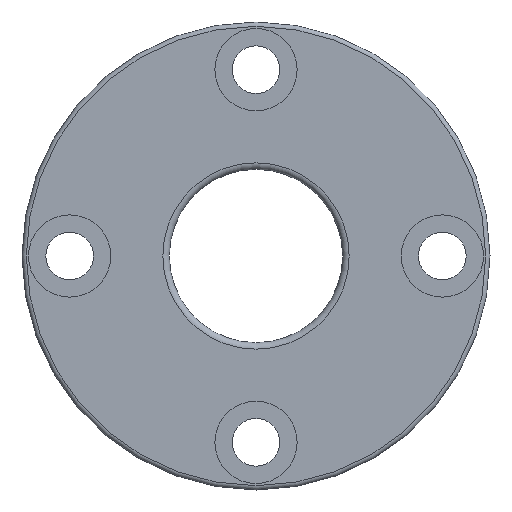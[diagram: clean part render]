
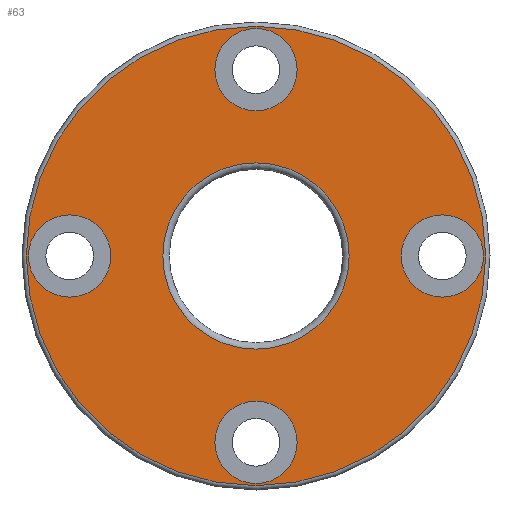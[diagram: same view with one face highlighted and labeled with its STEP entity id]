
A CAD part, left-side view. The second image highlights one B-rep face of the part: STEP entity #63.
In plain terms, the highlighted planar face has unit normal (-1, 0, 0).
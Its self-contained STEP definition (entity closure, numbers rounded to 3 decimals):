
#63 = ADVANCED_FACE( '', ( #146, #147, #148, #149, #150, #151 ), #152, .T. );
#146 = FACE_BOUND( '', #253, .T. );
#147 = FACE_BOUND( '', #254, .T. );
#148 = FACE_BOUND( '', #255, .T. );
#149 = FACE_OUTER_BOUND( '', #256, .T. );
#150 = FACE_BOUND( '', #257, .T. );
#151 = FACE_BOUND( '', #258, .T. );
#152 = PLANE( '', #259 );
#253 = EDGE_LOOP( '', ( #370 ) );
#254 = EDGE_LOOP( '', ( #371 ) );
#255 = EDGE_LOOP( '', ( #372 ) );
#256 = EDGE_LOOP( '', ( #373 ) );
#257 = EDGE_LOOP( '', ( #374 ) );
#258 = EDGE_LOOP( '', ( #375 ) );
#259 = AXIS2_PLACEMENT_3D( '', #376, #377, #378 );
#370 = ORIENTED_EDGE( '', *, *, #488, .T. );
#371 = ORIENTED_EDGE( '', *, *, #489, .T. );
#372 = ORIENTED_EDGE( '', *, *, #490, .T. );
#373 = ORIENTED_EDGE( '', *, *, #482, .F. );
#374 = ORIENTED_EDGE( '', *, *, #491, .T. );
#375 = ORIENTED_EDGE( '', *, *, #492, .T. );
#376 = CARTESIAN_POINT( '', ( 0., 26.5, 0. ) );
#377 = DIRECTION( '', ( -1., 0., 0. ) );
#378 = DIRECTION( '', ( 0., 0., 1. ) );
#482 = EDGE_CURVE( '', #545, #545, #546, .T. );
#488 = EDGE_CURVE( '', #554, #554, #555, .T. );
#489 = EDGE_CURVE( '', #556, #556, #557, .F. );
#490 = EDGE_CURVE( '', #558, #558, #559, .T. );
#491 = EDGE_CURVE( '', #560, #560, #561, .T. );
#492 = EDGE_CURVE( '', #562, #562, #563, .T. );
#545 = VERTEX_POINT( '', #622 );
#546 = CIRCLE( '', #623, 26.5 );
#554 = VERTEX_POINT( '', #631 );
#555 = CIRCLE( '', #632, 10.75 );
#556 = VERTEX_POINT( '', #633 );
#557 = CIRCLE( '', #634, 4.75 );
#558 = VERTEX_POINT( '', #635 );
#559 = CIRCLE( '', #636, 4.75 );
#560 = VERTEX_POINT( '', #637 );
#561 = CIRCLE( '', #638, 4.75 );
#562 = VERTEX_POINT( '', #639 );
#563 = CIRCLE( '', #640, 4.75 );
#622 = CARTESIAN_POINT( '', ( 0., 0., -26.5 ) );
#623 = AXIS2_PLACEMENT_3D( '', #706, #707, #708 );
#631 = CARTESIAN_POINT( '', ( 0., 0., -10.75 ) );
#632 = AXIS2_PLACEMENT_3D( '', #715, #716, #717 );
#633 = CARTESIAN_POINT( '', ( 0., 21.5, 4.75 ) );
#634 = AXIS2_PLACEMENT_3D( '', #718, #719, #720 );
#635 = CARTESIAN_POINT( '', ( 0., 0., -26.25 ) );
#636 = AXIS2_PLACEMENT_3D( '', #721, #722, #723 );
#637 = CARTESIAN_POINT( '', ( 0., -21.5, -4.75 ) );
#638 = AXIS2_PLACEMENT_3D( '', #724, #725, #726 );
#639 = CARTESIAN_POINT( '', ( 0., 0., 16.75 ) );
#640 = AXIS2_PLACEMENT_3D( '', #727, #728, #729 );
#706 = CARTESIAN_POINT( '', ( 0., 0., 0. ) );
#707 = DIRECTION( '', ( 1., 0., 0. ) );
#708 = DIRECTION( '', ( 0., 0., -1. ) );
#715 = CARTESIAN_POINT( '', ( 0., 0., 0. ) );
#716 = DIRECTION( '', ( 1., 0., 0. ) );
#717 = DIRECTION( '', ( 0., 0., -1. ) );
#718 = CARTESIAN_POINT( '', ( 0., 21.5, 0. ) );
#719 = DIRECTION( '', ( -1., 0., 0. ) );
#720 = DIRECTION( '', ( 0., 0., 1. ) );
#721 = CARTESIAN_POINT( '', ( 0., 0., -21.5 ) );
#722 = DIRECTION( '', ( 1., 0., 0. ) );
#723 = DIRECTION( '', ( 0., 0., -1. ) );
#724 = CARTESIAN_POINT( '', ( 0., -21.5, 0. ) );
#725 = DIRECTION( '', ( 1., 0., 0. ) );
#726 = DIRECTION( '', ( 0., 0., -1. ) );
#727 = CARTESIAN_POINT( '', ( 0., 0., 21.5 ) );
#728 = DIRECTION( '', ( 1., 0., 0. ) );
#729 = DIRECTION( '', ( 0., 0., -1. ) );
